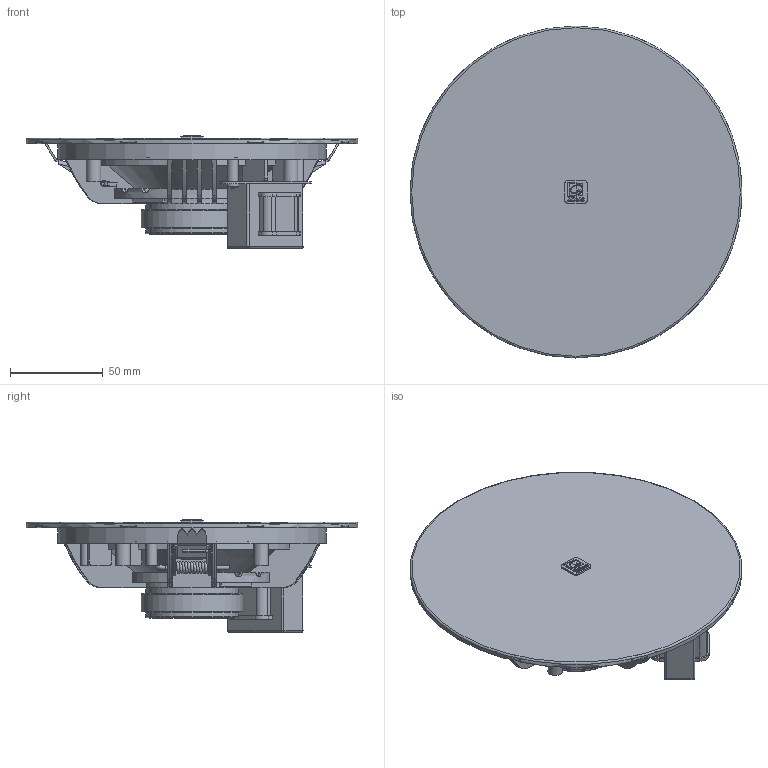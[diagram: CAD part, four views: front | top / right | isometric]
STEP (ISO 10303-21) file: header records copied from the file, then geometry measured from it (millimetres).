
FILE_DESCRIPTION(/* description */ (''),/* implementation_level */ '2;1');
FILE_NAME(/* name */ 'AUDAC-CENA5.stp',/* time_stamp */ '2021-02-25T14:39:50+01:00',/* author */ ('kamiel'),/* organization */ (''),/* preprocessor_version */ 'ST-DEVELOPER v18.1',/* originating_system */ 'Autodesk Inventor 2021',/* authorisation */ '');
FILE_SCHEMA (('AUTOMOTIVE_DESIGN { 1 0 10303 214 3 1 1 }'));
Products named in the file (1): AUDAC-CENA5
Bounding box: 179.4 x 179.4 x 60.9 mm (x, y, z)
Volume: 434280.5 mm3; surface area: 105256.3 mm2
Topology: 2 solids, 7 shells, 1048 faces, 2876 edges, 1886 vertices
Faces by surface type: plane 544, cylinder 217, bspline 174, torus 62, cone 45, sphere 6
Full cylindrical faces by diameter (mm): 1.5 x4, 2 x7, 3.4 x8, 3.9 x4, 6 x6, 7.9 x2, 46 x1, 50 x2, 55 x1, 145 x1, 177.6 x1, 178.2 x1, 179.4 x1
Entity records: 47284 total; most frequent: CARTESIAN_POINT 20491, ORIENTED_EDGE 5746, DIRECTION 4827, EDGE_CURVE 2873, VERTEX_POINT 1886, AXIS2_PLACEMENT_3D 1671, LINE 1485, VECTOR 1485
